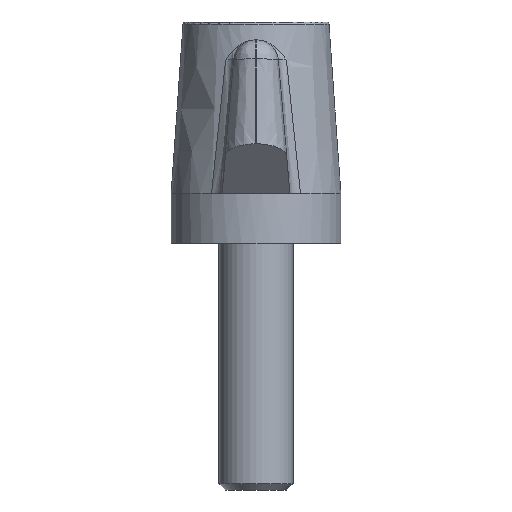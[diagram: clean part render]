
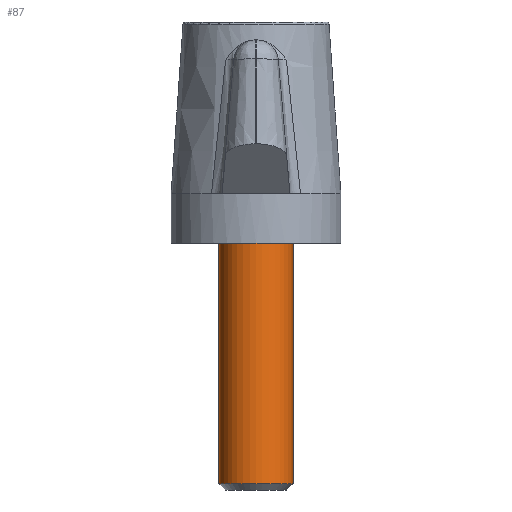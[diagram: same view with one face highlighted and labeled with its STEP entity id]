
A CAD part, front view. The second image highlights one B-rep face of the part: STEP entity #87.
In plain terms, the highlighted cylindrical face has radius 3 mm (diameter 6 mm), a full revolution.
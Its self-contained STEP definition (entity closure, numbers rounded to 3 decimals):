
#87 = ADVANCED_FACE( '', ( #208, #209 ), #210, .T. );
#208 = FACE_OUTER_BOUND( '', #368, .T. );
#209 = FACE_OUTER_BOUND( '', #369, .T. );
#210 = CYLINDRICAL_SURFACE( '', #370, 3. );
#368 = EDGE_LOOP( '', ( #3274 ) );
#369 = EDGE_LOOP( '', ( #3275 ) );
#370 = AXIS2_PLACEMENT_3D( '', #3276, #3277, #3278 );
#3274 = ORIENTED_EDGE( '', *, *, #3582, .T. );
#3275 = ORIENTED_EDGE( '', *, *, #3583, .F. );
#3276 = CARTESIAN_POINT( '', ( 0., 0., 37.15 ) );
#3277 = DIRECTION( '', ( 0., 0., -1. ) );
#3278 = DIRECTION( '', ( 1., 0., 0. ) );
#3582 = EDGE_CURVE( '', #3757, #3757, #3758, .T. );
#3583 = EDGE_CURVE( '', #3759, #3759, #3760, .T. );
#3757 = VERTEX_POINT( '', #4079 );
#3758 = CIRCLE( '', #4080, 3. );
#3759 = VERTEX_POINT( '', #4081 );
#3760 = CIRCLE( '', #4082, 3. );
#4079 = CARTESIAN_POINT( '', ( 3., 0., -19.5 ) );
#4080 = AXIS2_PLACEMENT_3D( '', #4938, #4939, #4940 );
#4081 = CARTESIAN_POINT( '', ( 3., 0., 0. ) );
#4082 = AXIS2_PLACEMENT_3D( '', #4941, #4942, #4943 );
#4938 = CARTESIAN_POINT( '', ( 0., 0., -19.5 ) );
#4939 = DIRECTION( '', ( 0., 0., 1. ) );
#4940 = DIRECTION( '', ( 1., 0., 0. ) );
#4941 = CARTESIAN_POINT( '', ( 0., 0., 0. ) );
#4942 = DIRECTION( '', ( 0., 0., 1. ) );
#4943 = DIRECTION( '', ( 1., 0., 0. ) );
